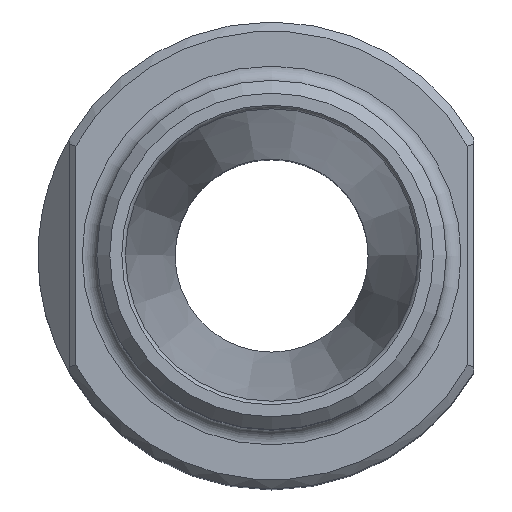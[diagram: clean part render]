
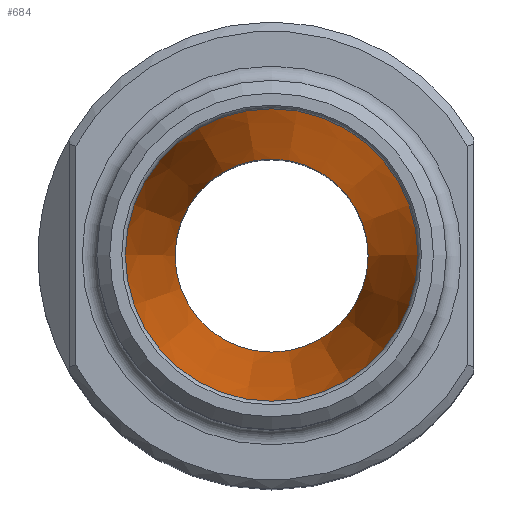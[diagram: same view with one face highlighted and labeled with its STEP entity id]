
A CAD part, top view. The second image highlights one B-rep face of the part: STEP entity #684.
In plain terms, the highlighted conical face has half-angle 8 degrees and reference radius 5.25 mm.
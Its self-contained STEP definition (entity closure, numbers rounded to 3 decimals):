
#47=CONICAL_SURFACE('',#745,5.25,0.14);
#184=ORIENTED_EDGE('',*,*,#259,.T.);
#185=ORIENTED_EDGE('',*,*,#235,.F.);
#235=EDGE_CURVE('',#289,#289,#319,.T.);
#259=EDGE_CURVE('',#305,#305,#329,.T.);
#289=VERTEX_POINT('',#978);
#305=VERTEX_POINT('',#1058);
#319=CIRCLE('',#720,5.25);
#329=CIRCLE('',#746,7.954);
#370=EDGE_LOOP('',(#184));
#371=EDGE_LOOP('',(#185));
#418=FACE_BOUND('',#370,.T.);
#419=FACE_BOUND('',#371,.T.);
#684=ADVANCED_FACE('',(#418,#419),#47,.F.);
#720=AXIS2_PLACEMENT_3D('',#977,#812,#813);
#745=AXIS2_PLACEMENT_3D('',#1056,#868,#869);
#746=AXIS2_PLACEMENT_3D('',#1057,#870,#871);
#812=DIRECTION('',(0.,0.,1.));
#813=DIRECTION('',(1.,0.,0.));
#868=DIRECTION('',(0.,0.,1.));
#869=DIRECTION('',(-1.,0.,0.));
#870=DIRECTION('',(0.,0.,1.));
#871=DIRECTION('',(1.,0.,0.));
#977=CARTESIAN_POINT('',(0.,0.,11.933));
#978=CARTESIAN_POINT('',(5.25,0.,11.933));
#1056=CARTESIAN_POINT('',(0.,0.,11.933));
#1057=CARTESIAN_POINT('',(0.,0.,31.17));
#1058=CARTESIAN_POINT('',(7.954,0.,31.17));
